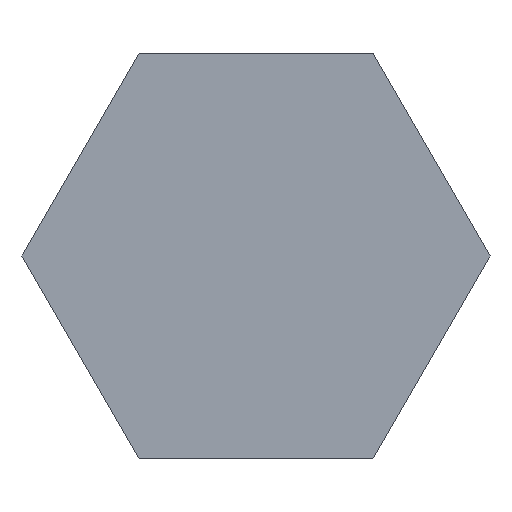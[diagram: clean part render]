
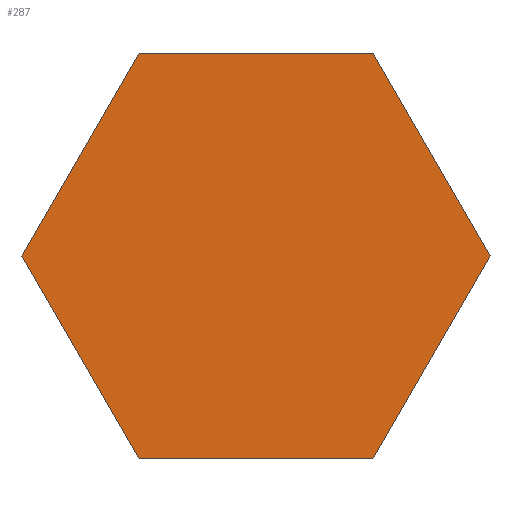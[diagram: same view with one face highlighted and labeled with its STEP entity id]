
A CAD part, front view. The second image highlights one B-rep face of the part: STEP entity #287.
In plain terms, the highlighted planar face has unit normal (0, -1, 0).
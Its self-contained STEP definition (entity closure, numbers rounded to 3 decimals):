
#3 = DIRECTION ( 'NONE',  ( -0.5, 0., -0.866 ) ) ;
#20 = LINE ( 'NONE', #396, #136 ) ;
#22 = VECTOR ( 'NONE', #446, 1000. ) ;
#28 = CARTESIAN_POINT ( 'NONE',  ( -2.887, 0., 5. ) ) ;
#36 = EDGE_CURVE ( 'NONE', #309, #349, #20, .T. ) ;
#58 = EDGE_CURVE ( 'NONE', #349, #540, #230, .T. ) ;
#63 = VERTEX_POINT ( 'NONE', #302 ) ;
#71 = VECTOR ( 'NONE', #346, 1000. ) ;
#73 = LINE ( 'NONE', #153, #22 ) ;
#89 = EDGE_CURVE ( 'NONE', #63, #309, #322, .T. ) ;
#117 = PLANE ( 'NONE',  #249 ) ;
#136 = VECTOR ( 'NONE', #259, 1000. ) ;
#139 = FACE_OUTER_BOUND ( 'NONE', #226, .T. ) ;
#153 = CARTESIAN_POINT ( 'NONE',  ( 2.887, 0., -5. ) ) ;
#157 = DIRECTION ( 'NONE',  ( 0., 1., 0. ) ) ;
#197 = CARTESIAN_POINT ( 'NONE',  ( 2.887, 0., -5. ) ) ;
#202 = EDGE_CURVE ( 'NONE', #540, #377, #418, .T. ) ;
#210 = VECTOR ( 'NONE', #250, 1000. ) ;
#226 = EDGE_LOOP ( 'NONE', ( #326, #442, #461, #261, #404, #478 ) ) ;
#230 = LINE ( 'NONE', #460, #210 ) ;
#249 = AXIS2_PLACEMENT_3D ( 'NONE', #370, #157, #450 ) ;
#250 = DIRECTION ( 'NONE',  ( 0.5, 0., -0.866 ) ) ;
#252 = CARTESIAN_POINT ( 'NONE',  ( -2.887, 0., -5. ) ) ;
#258 = VERTEX_POINT ( 'NONE', #422 ) ;
#259 = DIRECTION ( 'NONE',  ( 1., 0., 0. ) ) ;
#261 = ORIENTED_EDGE ( 'NONE', *, *, #465, .F. ) ;
#287 = ADVANCED_FACE ( 'NONE', ( #139 ), #117, .F. ) ;
#288 = CARTESIAN_POINT ( 'NONE',  ( 5.774, 0., 0. ) ) ;
#292 = EDGE_CURVE ( 'NONE', #377, #258, #73, .T. ) ;
#293 = LINE ( 'NONE', #252, #71 ) ;
#302 = CARTESIAN_POINT ( 'NONE',  ( -5.774, 0., 0. ) ) ;
#304 = VECTOR ( 'NONE', #373, 1000. ) ;
#309 = VERTEX_POINT ( 'NONE', #28 ) ;
#322 = LINE ( 'NONE', #329, #304 ) ;
#326 = ORIENTED_EDGE ( 'NONE', *, *, #58, .F. ) ;
#329 = CARTESIAN_POINT ( 'NONE',  ( -5.774, 0., 0. ) ) ;
#346 = DIRECTION ( 'NONE',  ( -0.5, 0., 0.866 ) ) ;
#349 = VERTEX_POINT ( 'NONE', #363 ) ;
#363 = CARTESIAN_POINT ( 'NONE',  ( 2.887, 0., 5. ) ) ;
#368 = CARTESIAN_POINT ( 'NONE',  ( 5.774, 0., 0. ) ) ;
#370 = CARTESIAN_POINT ( 'NONE',  ( 0., 0., 0. ) ) ;
#373 = DIRECTION ( 'NONE',  ( 0.5, 0., 0.866 ) ) ;
#377 = VERTEX_POINT ( 'NONE', #197 ) ;
#396 = CARTESIAN_POINT ( 'NONE',  ( -2.887, 0., 5. ) ) ;
#404 = ORIENTED_EDGE ( 'NONE', *, *, #292, .F. ) ;
#418 = LINE ( 'NONE', #288, #538 ) ;
#422 = CARTESIAN_POINT ( 'NONE',  ( -2.887, 0., -5. ) ) ;
#442 = ORIENTED_EDGE ( 'NONE', *, *, #36, .F. ) ;
#446 = DIRECTION ( 'NONE',  ( -1., 0., 0. ) ) ;
#450 = DIRECTION ( 'NONE',  ( 0., 0., 1. ) ) ;
#460 = CARTESIAN_POINT ( 'NONE',  ( 2.887, 0., 5. ) ) ;
#461 = ORIENTED_EDGE ( 'NONE', *, *, #89, .F. ) ;
#465 = EDGE_CURVE ( 'NONE', #258, #63, #293, .T. ) ;
#478 = ORIENTED_EDGE ( 'NONE', *, *, #202, .F. ) ;
#538 = VECTOR ( 'NONE', #3, 1000. ) ;
#540 = VERTEX_POINT ( 'NONE', #368 ) ;
